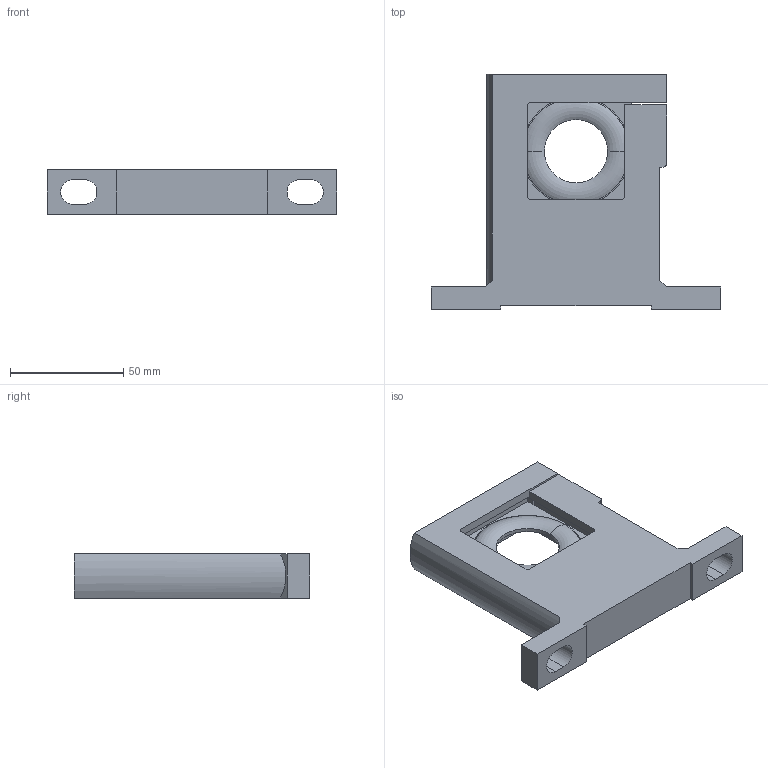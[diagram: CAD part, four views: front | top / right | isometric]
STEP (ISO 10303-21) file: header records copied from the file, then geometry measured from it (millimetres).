
FILE_DESCRIPTION (( 'STEP AP203' ), '1' );
FILE_NAME ('AB-6T.step', '2015-11-09T22:36:25', ( '' ), ( '' ), 'SwSTEP 2.0', 'SolidWorks 2015', '' );
FILE_SCHEMA (( 'CONFIG_CONTROL_DESIGN' ));
Length unit declared in the file: millimetre
Products named in the file (1): AB-6T
Bounding box: 128 x 104 x 19.5 mm (x, y, z)
Volume: 122405 mm3; surface area: 32406.4 mm2
Topology: 3 solids, 3 shells, 110 faces, 275 edges, 178 vertices
Faces by surface type: plane 74, cylinder 24, torus 8, cone 4
Entity records: 3347 total; most frequent: CARTESIAN_POINT 567, DIRECTION 563, ORIENTED_EDGE 550, EDGE_CURVE 275, LINE 207, VECTOR 207, VERTEX_POINT 178, AXIS2_PLACEMENT_3D 178
